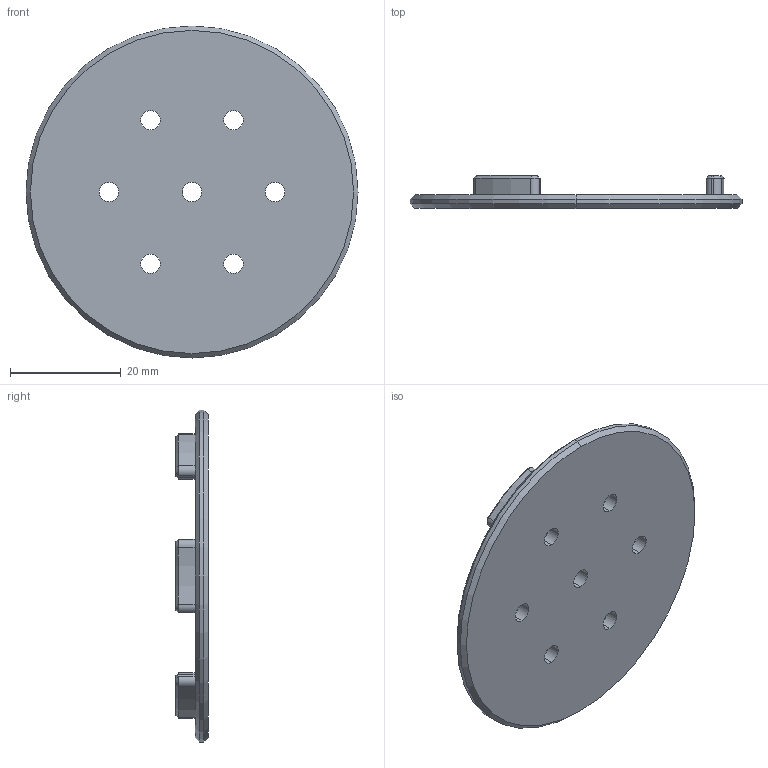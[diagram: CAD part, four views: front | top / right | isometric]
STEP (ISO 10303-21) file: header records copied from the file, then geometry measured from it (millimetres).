
FILE_DESCRIPTION (( 'STEP AP214' ), '1' );
FILE_NAME ('RSB-01_A01.STEP', '2024-06-10T14:15:34', ( '' ), ( '' ), 'SwSTEP 2.0', 'SolidWorks 2020', '' );
FILE_SCHEMA (( 'AUTOMOTIVE_DESIGN' ));
Length unit declared in the file: millimetre
Products named in the file (1): RSB-01_A01
Bounding box: 60 x 5.9 x 60 mm (x, y, z)
Volume: 6873.2 mm3; surface area: 6268.9 mm2
Topology: 1 solids, 1 shells, 79 faces, 191 edges, 117 vertices
Faces by surface type: cylinder 37, cone 25, plane 17
Entity records: 2378 total; most frequent: DIRECTION 450, CARTESIAN_POINT 388, ORIENTED_EDGE 382, EDGE_CURVE 191, AXIS2_PLACEMENT_3D 179, VERTEX_POINT 117, CIRCLE 99, EDGE_LOOP 96
